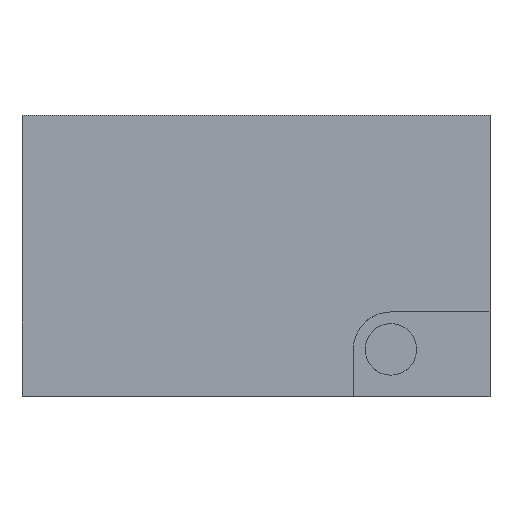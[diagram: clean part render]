
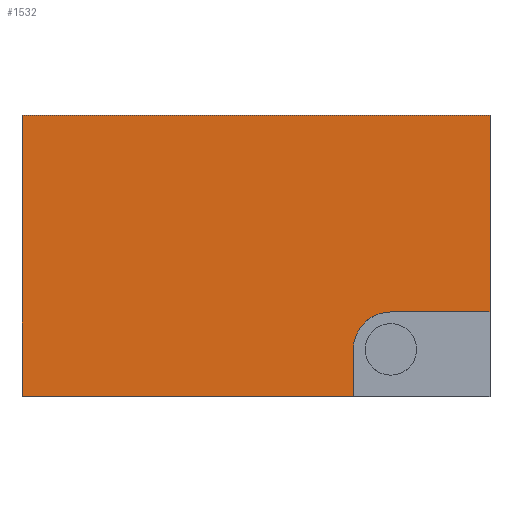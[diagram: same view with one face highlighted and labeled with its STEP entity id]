
A CAD part, top view. The second image highlights one B-rep face of the part: STEP entity #1532.
In plain terms, the highlighted planar face has unit normal (0, 0, 1).
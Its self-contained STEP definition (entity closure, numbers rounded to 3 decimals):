
#21=CIRCLE($,#1635,0.8);
#100=FACE_OUTER_BOUND($,#193,.T.);
#193=EDGE_LOOP($,(#1239,#1240,#1241,#1242,#1243,#1244,#1245));
#350=LINE($,#2354,#552);
#353=LINE($,#2360,#555);
#366=LINE($,#2386,#568);
#370=LINE($,#2394,#572);
#371=LINE($,#2396,#573);
#372=LINE($,#2397,#574);
#552=VECTOR($,#1925,2.12);
#555=VECTOR($,#1930,1.);
#568=VECTOR($,#1955,7.08);
#572=VECTOR($,#1961,4.2);
#573=VECTOR($,#1962,10.);
#574=VECTOR($,#1963,6.);
#718=VERTEX_POINT($,#2344);
#719=VERTEX_POINT($,#2345);
#722=VERTEX_POINT($,#2353);
#724=VERTEX_POINT($,#2359);
#731=VERTEX_POINT($,#2385);
#734=VERTEX_POINT($,#2393);
#735=VERTEX_POINT($,#2395);
#892=EDGE_CURVE($,#718,#719,#21,.T.);
#896=EDGE_CURVE($,#719,#722,#350,.T.);
#899=EDGE_CURVE($,#724,#718,#353,.T.);
#912=EDGE_CURVE($,#724,#731,#366,.T.);
#916=EDGE_CURVE($,#734,#722,#370,.T.);
#917=EDGE_CURVE($,#735,#734,#371,.T.);
#918=EDGE_CURVE($,#731,#735,#372,.T.);
#1239=ORIENTED_EDGE($,*,*,#896,.T.);
#1240=ORIENTED_EDGE($,*,*,#916,.F.);
#1241=ORIENTED_EDGE($,*,*,#917,.F.);
#1242=ORIENTED_EDGE($,*,*,#918,.F.);
#1243=ORIENTED_EDGE($,*,*,#912,.F.);
#1244=ORIENTED_EDGE($,*,*,#899,.T.);
#1245=ORIENTED_EDGE($,*,*,#892,.T.);
#1442=PLANE($,#1645);
#1532=ADVANCED_FACE($,(#100),#1442,.F.);
#1635=AXIS2_PLACEMENT_3D($,#2346,#1917,#1918);
#1645=AXIS2_PLACEMENT_3D($,#2392,#1959,#1960);
#1917=DIRECTION('center_axis',(0.,0.,-1.));
#1918=DIRECTION('ref_axis',(-0.707,0.707,0.));
#1925=DIRECTION($,(1.,0.,0.));
#1930=DIRECTION($,(0.,1.,0.));
#1955=DIRECTION($,(-1.,0.,0.));
#1959=DIRECTION('center_axis',(0.,0.,-1.));
#1960=DIRECTION('ref_axis',(1.,0.,0.));
#1961=DIRECTION($,(0.,-1.,0.));
#1962=DIRECTION($,(1.,0.,0.));
#1963=DIRECTION($,(0.,1.,0.));
#2344=CARTESIAN_POINT('',(2.08,-2.,5.65));
#2345=CARTESIAN_POINT('',(2.88,-1.2,5.65));
#2346=CARTESIAN_POINT('Origin',(2.88,-2.,5.65));
#2353=CARTESIAN_POINT('',(5.,-1.2,5.65));
#2354=CARTESIAN_POINT($,(1.44,-1.2,5.65));
#2359=CARTESIAN_POINT('',(2.08,-3.,5.65));
#2360=CARTESIAN_POINT($,(2.08,-1.5,5.65));
#2385=CARTESIAN_POINT('',(-5.,-3.,5.65));
#2386=CARTESIAN_POINT($,(0.,-3.,5.65));
#2392=CARTESIAN_POINT('Origin',(0.,0.,
5.65));
#2393=CARTESIAN_POINT('',(5.,3.,5.65));
#2394=CARTESIAN_POINT($,(5.,0.,5.65));
#2395=CARTESIAN_POINT('',(-5.,3.,5.65));
#2396=CARTESIAN_POINT($,(0.,3.,5.65));
#2397=CARTESIAN_POINT($,(-5.,0.,5.65));
